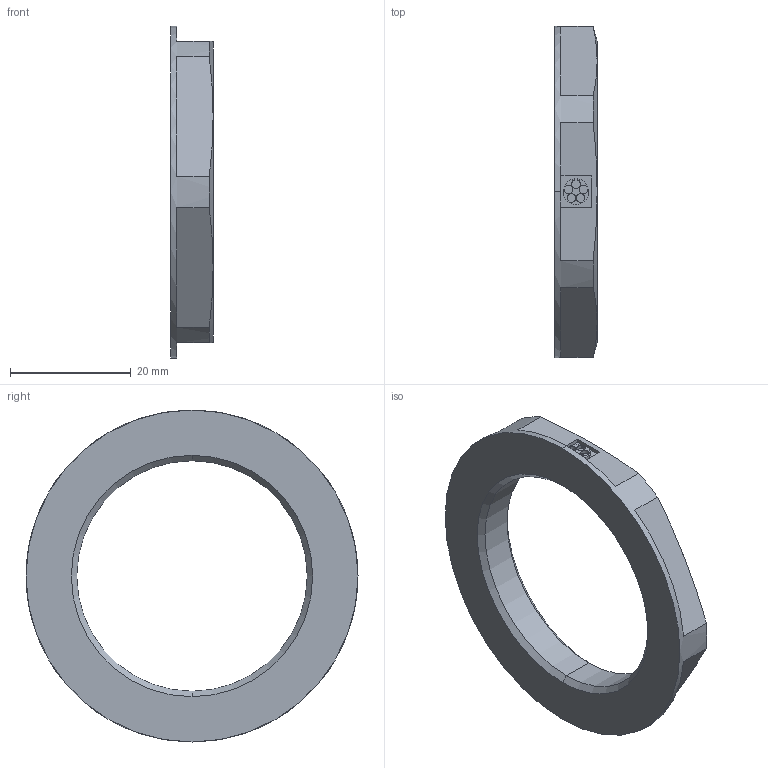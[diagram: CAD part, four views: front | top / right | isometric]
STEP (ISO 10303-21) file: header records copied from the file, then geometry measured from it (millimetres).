
FILE_DESCRIPTION(('HOOPS Exchange Step'),'2;1');
FILE_NAME('export-ACB683E9-F530-4CD4-B72F-49F862064CBF.stp','2021-04-24T16:13:06+02:00',('Engineering'),('Alibre'),'HOOPS Exchange 2020.1','Alibre','Unknown authorisation');
FILE_SCHEMA( ('AP242_MANAGED_MODEL_BASED_3D_ENGINEERING_MIM_LF {1 0 10303 442 1 1 4 }') );
Length unit declared in the file: millimetre
Products named in the file (1): 5590 M40x1.5 ContraNut White for Cable Gland
Bounding box: 7 x 55 x 55 mm (x, y, z)
Volume: 7071 mm3; surface area: 4348.9 mm2
Topology: 1 solids, 1 shells, 67 faces, 180 edges, 116 vertices
Faces by surface type: plane 31, cylinder 26, cone 10
Entity records: 2134 total; most frequent: CARTESIAN_POINT 389, DIRECTION 380, ORIENTED_EDGE 360, EDGE_CURVE 180, AXIS2_PLACEMENT_3D 143, VERTEX_POINT 116, VECTOR 94, LINE 94
